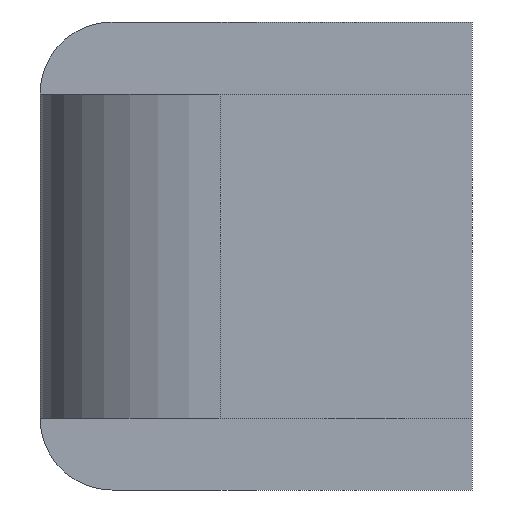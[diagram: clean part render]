
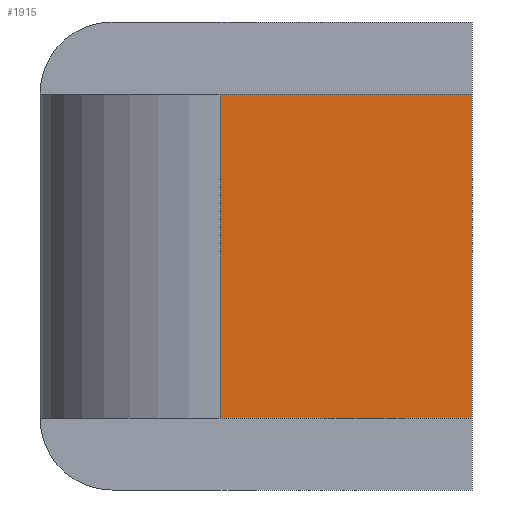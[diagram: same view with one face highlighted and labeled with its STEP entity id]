
A CAD part, front view. The second image highlights one B-rep face of the part: STEP entity #1915.
In plain terms, the highlighted planar face has unit normal (0, -1, 0).
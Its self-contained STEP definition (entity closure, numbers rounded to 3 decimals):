
#155 = PLANE('',#156);
#156 = AXIS2_PLACEMENT_3D('',#157,#158,#159);
#157 = CARTESIAN_POINT('',(12.,-47.,-7.7));
#158 = DIRECTION('',(1.,0.,0.));
#159 = DIRECTION('',(0.,-1.,0.));
#380 = PLANE('',#381);
#381 = AXIS2_PLACEMENT_3D('',#382,#383,#384);
#382 = CARTESIAN_POINT('',(0.,-60.,3.5));
#383 = DIRECTION('',(0.,0.,1.));
#384 = DIRECTION('',(1.,0.,0.));
#408 = CYLINDRICAL_SURFACE('',#409,5.);
#409 = AXIS2_PLACEMENT_3D('',#410,#411,#412);
#410 = CARTESIAN_POINT('',(5.,-55.,3.5));
#411 = DIRECTION('',(-0.,-0.,-1.));
#412 = DIRECTION('',(0.,-1.,0.));
#436 = PLANE('',#437);
#437 = AXIS2_PLACEMENT_3D('',#438,#439,#440);
#438 = CARTESIAN_POINT('',(0.,-60.,-5.5));
#439 = DIRECTION('',(-0.,-0.,-1.));
#440 = DIRECTION('',(-1.,0.,0.));
#806 = EDGE_CURVE('',#807,#809,#811,.T.);
#807 = VERTEX_POINT('',#808);
#808 = CARTESIAN_POINT('',(12.,-60.,3.5));
#809 = VERTEX_POINT('',#810);
#810 = CARTESIAN_POINT('',(12.,-60.,-5.5));
#811 = SURFACE_CURVE('',#812,(#816,#823),.PCURVE_S1.);
#812 = LINE('',#813,#814);
#813 = CARTESIAN_POINT('',(12.,-60.,3.5));
#814 = VECTOR('',#815,1.);
#815 = DIRECTION('',(0.,0.,-1.));
#816 = PCURVE('',#155,#817);
#817 = DEFINITIONAL_REPRESENTATION('',(#818),#822);
#818 = LINE('',#819,#820);
#819 = CARTESIAN_POINT('',(13.,-11.2));
#820 = VECTOR('',#821,1.);
#821 = DIRECTION('',(0.,1.));
#822 = ( GEOMETRIC_REPRESENTATION_CONTEXT(2) 
PARAMETRIC_REPRESENTATION_CONTEXT() REPRESENTATION_CONTEXT('2D SPACE',''
  ) );
#823 = PCURVE('',#824,#829);
#824 = PLANE('',#825);
#825 = AXIS2_PLACEMENT_3D('',#826,#827,#828);
#826 = CARTESIAN_POINT('',(0.,-60.,4.5));
#827 = DIRECTION('',(0.,1.,0.));
#828 = DIRECTION('',(0.,0.,1.));
#829 = DEFINITIONAL_REPRESENTATION('',(#830),#834);
#830 = LINE('',#831,#832);
#831 = CARTESIAN_POINT('',(-1.,12.));
#832 = VECTOR('',#833,1.);
#833 = DIRECTION('',(-1.,0.));
#834 = ( GEOMETRIC_REPRESENTATION_CONTEXT(2) 
PARAMETRIC_REPRESENTATION_CONTEXT() REPRESENTATION_CONTEXT('2D SPACE',''
  ) );
#1212 = VERTEX_POINT('',#1213);
#1213 = CARTESIAN_POINT('',(5.,-60.,-5.5));
#1235 = EDGE_CURVE('',#1212,#1236,#1238,.T.);
#1236 = VERTEX_POINT('',#1237);
#1237 = CARTESIAN_POINT('',(5.,-60.,3.5));
#1238 = SURFACE_CURVE('',#1239,(#1243,#1250),.PCURVE_S1.);
#1239 = LINE('',#1240,#1241);
#1240 = CARTESIAN_POINT('',(5.,-60.,-5.5));
#1241 = VECTOR('',#1242,1.);
#1242 = DIRECTION('',(0.,0.,1.));
#1243 = PCURVE('',#408,#1244);
#1244 = DEFINITIONAL_REPRESENTATION('',(#1245),#1249);
#1245 = LINE('',#1246,#1247);
#1246 = CARTESIAN_POINT('',(0.,9.));
#1247 = VECTOR('',#1248,1.);
#1248 = DIRECTION('',(-0.,-1.));
#1249 = ( GEOMETRIC_REPRESENTATION_CONTEXT(2) 
PARAMETRIC_REPRESENTATION_CONTEXT() REPRESENTATION_CONTEXT('2D SPACE',''
  ) );
#1250 = PCURVE('',#824,#1251);
#1251 = DEFINITIONAL_REPRESENTATION('',(#1252),#1256);
#1252 = LINE('',#1253,#1254);
#1253 = CARTESIAN_POINT('',(-10.,5.));
#1254 = VECTOR('',#1255,1.);
#1255 = DIRECTION('',(1.,0.));
#1256 = ( GEOMETRIC_REPRESENTATION_CONTEXT(2) 
PARAMETRIC_REPRESENTATION_CONTEXT() REPRESENTATION_CONTEXT('2D SPACE',''
  ) );
#1287 = EDGE_CURVE('',#807,#1236,#1288,.T.);
#1288 = SURFACE_CURVE('',#1289,(#1293,#1300),.PCURVE_S1.);
#1289 = LINE('',#1290,#1291);
#1290 = CARTESIAN_POINT('',(12.,-60.,3.5));
#1291 = VECTOR('',#1292,1.);
#1292 = DIRECTION('',(-1.,-0.,-0.));
#1293 = PCURVE('',#380,#1294);
#1294 = DEFINITIONAL_REPRESENTATION('',(#1295),#1299);
#1295 = LINE('',#1296,#1297);
#1296 = CARTESIAN_POINT('',(12.,0.));
#1297 = VECTOR('',#1298,1.);
#1298 = DIRECTION('',(-1.,0.));
#1299 = ( GEOMETRIC_REPRESENTATION_CONTEXT(2) 
PARAMETRIC_REPRESENTATION_CONTEXT() REPRESENTATION_CONTEXT('2D SPACE',''
  ) );
#1300 = PCURVE('',#824,#1301);
#1301 = DEFINITIONAL_REPRESENTATION('',(#1302),#1306);
#1302 = LINE('',#1303,#1304);
#1303 = CARTESIAN_POINT('',(-1.,12.));
#1304 = VECTOR('',#1305,1.);
#1305 = DIRECTION('',(0.,-1.));
#1306 = ( GEOMETRIC_REPRESENTATION_CONTEXT(2) 
PARAMETRIC_REPRESENTATION_CONTEXT() REPRESENTATION_CONTEXT('2D SPACE',''
  ) );
#1915 = ADVANCED_FACE('',(#1916),#824,.F.);
#1916 = FACE_BOUND('',#1917,.F.);
#1917 = EDGE_LOOP('',(#1918,#1919,#1920,#1941));
#1918 = ORIENTED_EDGE('',*,*,#1287,.F.);
#1919 = ORIENTED_EDGE('',*,*,#806,.T.);
#1920 = ORIENTED_EDGE('',*,*,#1921,.T.);
#1921 = EDGE_CURVE('',#809,#1212,#1922,.T.);
#1922 = SURFACE_CURVE('',#1923,(#1927,#1934),.PCURVE_S1.);
#1923 = LINE('',#1924,#1925);
#1924 = CARTESIAN_POINT('',(12.,-60.,-5.5));
#1925 = VECTOR('',#1926,1.);
#1926 = DIRECTION('',(-1.,0.,0.));
#1927 = PCURVE('',#824,#1928);
#1928 = DEFINITIONAL_REPRESENTATION('',(#1929),#1933);
#1929 = LINE('',#1930,#1931);
#1930 = CARTESIAN_POINT('',(-10.,12.));
#1931 = VECTOR('',#1932,1.);
#1932 = DIRECTION('',(0.,-1.));
#1933 = ( GEOMETRIC_REPRESENTATION_CONTEXT(2) 
PARAMETRIC_REPRESENTATION_CONTEXT() REPRESENTATION_CONTEXT('2D SPACE',''
  ) );
#1934 = PCURVE('',#436,#1935);
#1935 = DEFINITIONAL_REPRESENTATION('',(#1936),#1940);
#1936 = LINE('',#1937,#1938);
#1937 = CARTESIAN_POINT('',(-12.,0.));
#1938 = VECTOR('',#1939,1.);
#1939 = DIRECTION('',(1.,0.));
#1940 = ( GEOMETRIC_REPRESENTATION_CONTEXT(2) 
PARAMETRIC_REPRESENTATION_CONTEXT() REPRESENTATION_CONTEXT('2D SPACE',''
  ) );
#1941 = ORIENTED_EDGE('',*,*,#1235,.T.);
